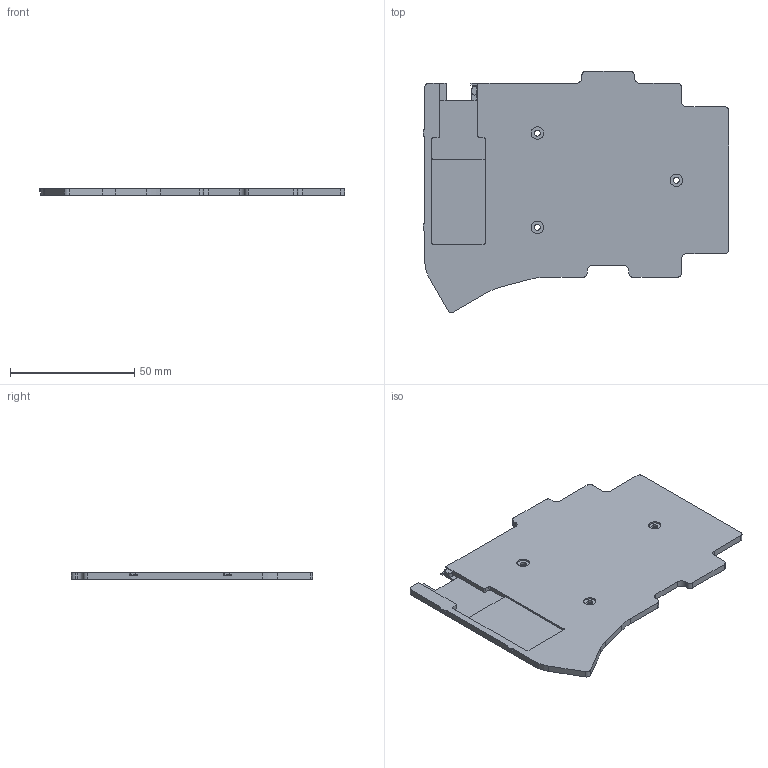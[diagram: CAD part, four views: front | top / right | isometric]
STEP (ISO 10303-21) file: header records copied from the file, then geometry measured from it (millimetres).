
FILE_DESCRIPTION(('FreeCAD Model'),'2;1');
FILE_NAME('Open CASCADE Shape Model','2025-09-20T16:44:16',(''),(''), 'Open CASCADE STEP processor 7.8','FreeCAD','Unknown');
FILE_SCHEMA(('AUTOMOTIVE_DESIGN { 1 0 10303 214 1 1 1 1 }'));
Length unit declared in the file: millimetre
Products named in the file (1): Bottom-Right001
Bounding box: 123.05 x 97.18 x 2.6 mm (x, y, z)
Volume: 22650.1 mm3; surface area: 20498.3 mm2
Topology: 1 solids, 1 shells, 154 faces, 399 edges, 261 vertices
Faces by surface type: plane 97, cylinder 54, cone 3
Full cylindrical faces by diameter (mm): 2.4 x3, 3.8 x3, 5 x3
Entity records: 4730 total; most frequent: DIRECTION 820, CARTESIAN_POINT 815, ORIENTED_EDGE 798, EDGE_CURVE 399, LINE 288, VECTOR 288, AXIS2_PLACEMENT_3D 266, VERTEX_POINT 261
